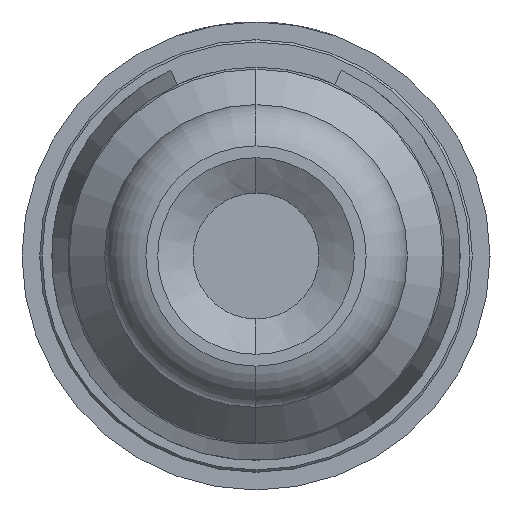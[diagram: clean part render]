
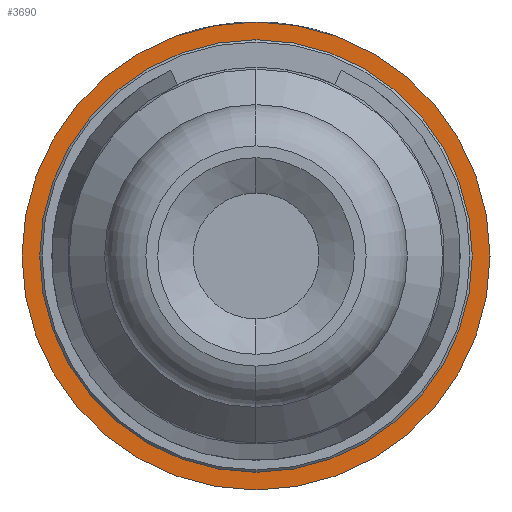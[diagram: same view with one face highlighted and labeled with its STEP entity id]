
A CAD part, front view. The second image highlights one B-rep face of the part: STEP entity #3690.
In plain terms, the highlighted planar face has unit normal (0, -1, 0).
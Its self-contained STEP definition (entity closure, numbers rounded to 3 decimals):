
#550=CARTESIAN_POINT('',(0.,5.8,2.975));
#560=VERTEX_POINT('',#550);
#3230=CARTESIAN_POINT('',(0.,5.8,-2.975));
#3240=VERTEX_POINT('',#3230);
#3270=CARTESIAN_POINT('',(0.,5.8,0.
));
#3280=DIRECTION('',(0.,-1.,0.));
#3290=DIRECTION('',(0.,0.,1.));
#3300=AXIS2_PLACEMENT_3D('',#3270,#3280,#3290);
#3310=CIRCLE('',#3300,2.975);
#3320=EDGE_CURVE('',#3240,#560,#3310,.T.);
#3440=CARTESIAN_POINT('',(0.,5.8,2.863));
#3450=DIRECTION('',(0.,1.,0.));
#3460=DIRECTION('',(0.,0.,-1.));
#3470=AXIS2_PLACEMENT_3D('',#3440,#3450,#3460);
#3480=PLANE('',#3470);
#3490=CARTESIAN_POINT('',(0.,5.8,0.
));
#3500=DIRECTION('',(0.,-1.,0.));
#3510=DIRECTION('',(0.,0.,1.));
#3520=AXIS2_PLACEMENT_3D('',#3490,#3500,#3510);
#3530=CIRCLE('',#3520,2.75);
#3540=CARTESIAN_POINT('',(0.,5.8,2.75));
#3550=VERTEX_POINT('',#3540);
#3560=CARTESIAN_POINT('',(0.,5.8,-2.75));
#3570=VERTEX_POINT('',#3560);
#3580=EDGE_CURVE('',#3550,#3570,#3530,.T.);
#3590=ORIENTED_EDGE('',*,*,#3580,.F.);
#3600=EDGE_CURVE('',#3570,#3550,#3530,.T.);
#3610=ORIENTED_EDGE('',*,*,#3600,.F.);
#3620=EDGE_LOOP('',(#3610,#3590));
#3630=FACE_BOUND('',#3620,.T.);
#3640=EDGE_CURVE('',#560,#3240,#3310,.T.);
#3650=ORIENTED_EDGE('',*,*,#3640,.T.);
#3660=ORIENTED_EDGE('',*,*,#3320,.T.);
#3670=EDGE_LOOP('',(#3660,#3650));
#3680=FACE_OUTER_BOUND('',#3670,.T.);
#3690=ADVANCED_FACE('',(#3630,#3680),#3480,.F.);
